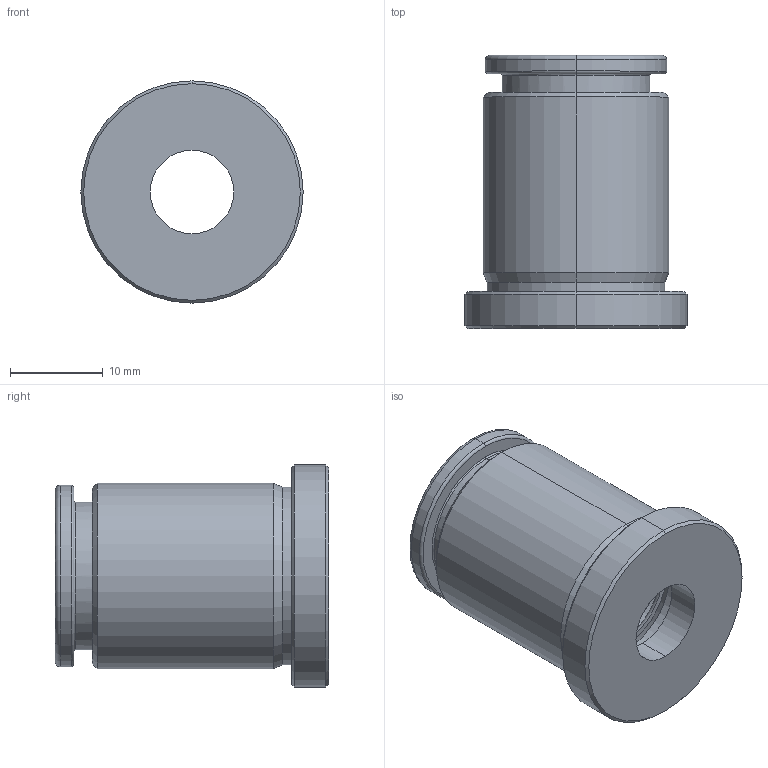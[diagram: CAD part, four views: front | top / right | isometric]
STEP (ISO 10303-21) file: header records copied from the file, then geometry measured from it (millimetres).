
FILE_DESCRIPTION (( 'STEP AP214' ), '1' );
FILE_NAME ('BT122024.STEP', '2013-06-21T07:13:28', ( '' ), ( '' ), 'SwSTEP 2.0', 'SolidWorks 2011', '' );
FILE_SCHEMA (( 'AUTOMOTIVE_DESIGN' ));
Length unit declared in the file: millimetre
Products named in the file (5): 1bola238; 9BT122024_9BA.122024; 1muelle12-comp AE12; 1Casq_pulsador-12L_Pulsador_12; BT122024
Assembly tree (15 placements, depth 2):
  BT122024
    1bola238  x12
    9BT122024_9BA.122024
    1muelle12-comp AE12
    1Casq_pulsador-12L_Pulsador_12
Bounding box: 24 x 29.5 x 24 mm (x, y, z)
Volume: 5770.7 mm3; surface area: 6467.4 mm2
Topology: 15 solids, 15 shells, 211 faces, 579 edges, 362 vertices
Faces by surface type: cylinder 84, cone 66, sphere 24, torus 21, plane 14, bspline 2
Entity records: 7912 total; most frequent: CARTESIAN_POINT 3130, ORIENTED_EDGE 994, DIRECTION 936, EDGE_CURVE 497, AXIS2_PLACEMENT_3D 408, VERTEX_POINT 304, EDGE_LOOP 209, CIRCLE 203
